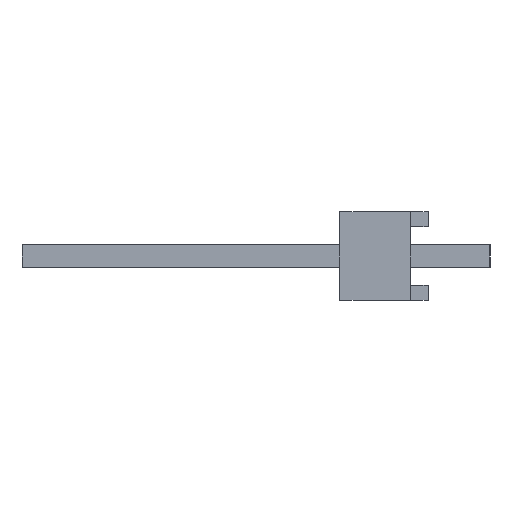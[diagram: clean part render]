
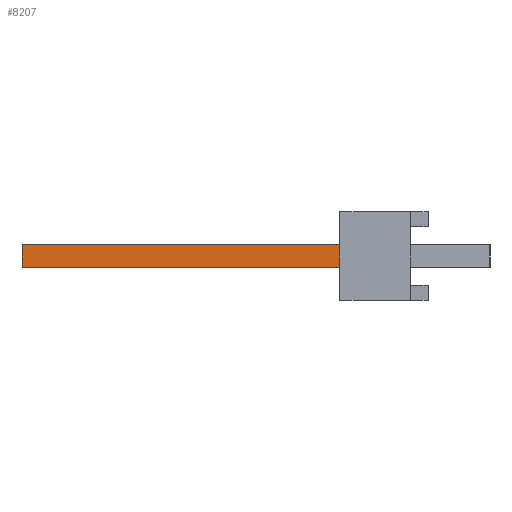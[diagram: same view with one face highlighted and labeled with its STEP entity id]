
A CAD part, left-side view. The second image highlights one B-rep face of the part: STEP entity #8207.
In plain terms, the highlighted planar face has unit normal (-1, 0, 0).
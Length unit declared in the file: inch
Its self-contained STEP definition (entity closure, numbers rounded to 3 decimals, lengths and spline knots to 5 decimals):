
#2035=ORIENTED_EDGE('',*,*,#3381,.F.);
#2036=ORIENTED_EDGE('',*,*,#3284,.F.);
#2037=ORIENTED_EDGE('',*,*,#3362,.T.);
#2038=ORIENTED_EDGE('',*,*,#3323,.T.);
#3284=EDGE_CURVE('',#4068,#4065,#5138,.T.);
#3323=EDGE_CURVE('',#4108,#4107,#5177,.T.);
#3362=EDGE_CURVE('',#4068,#4108,#5216,.T.);
#3381=EDGE_CURVE('',#4065,#4107,#5235,.T.);
#4065=VERTEX_POINT('',#12715);
#4068=VERTEX_POINT('',#12720);
#4107=VERTEX_POINT('',#12808);
#4108=VERTEX_POINT('',#12810);
#5138=LINE('',#12721,#6272);
#5177=LINE('',#12809,#6311);
#5216=LINE('',#12895,#6350);
#5235=LINE('',#12924,#6369);
#6272=VECTOR('',#10434,39.37008);
#6311=VECTOR('',#10493,39.37008);
#6350=VECTOR('',#10552,39.37008);
#6369=VECTOR('',#10591,39.37008);
#6833=EDGE_LOOP('',(#2035,#2036,#2037,#2038));
#7311=FACE_BOUND('',#6833,.T.);
#7769=PLANE('',#8672);
#8207=ADVANCED_FACE('',(#7311),#7769,.F.);
#8672=AXIS2_PLACEMENT_3D('',#12923,#10589,#10590);
#10434=DIRECTION('',(0.,-1.,0.));
#10493=DIRECTION('',(0.,-1.,0.));
#10552=DIRECTION('',(0.,0.,-1.));
#10589=DIRECTION('',(1.,0.,0.));
#10590=DIRECTION('',(0.,0.,-1.));
#10591=DIRECTION('',(0.,0.,-1.));
#12715=CARTESIAN_POINT('',(-0.4625,0.125,0.0125));
#12720=CARTESIAN_POINT('',(-0.4625,0.53,0.0125));
#12721=CARTESIAN_POINT('',(-0.4625,0.53,0.0125));
#12808=CARTESIAN_POINT('',(-0.4625,0.125,-0.0125));
#12809=CARTESIAN_POINT('',(-0.4625,0.53,-0.0125));
#12810=CARTESIAN_POINT('',(-0.4625,0.53,-0.0125));
#12895=CARTESIAN_POINT('',(-0.4625,0.53,0.0125));
#12923=CARTESIAN_POINT('',(-0.4625,0.53,0.0125));
#12924=CARTESIAN_POINT('',(-0.4625,0.125,0.0125));
